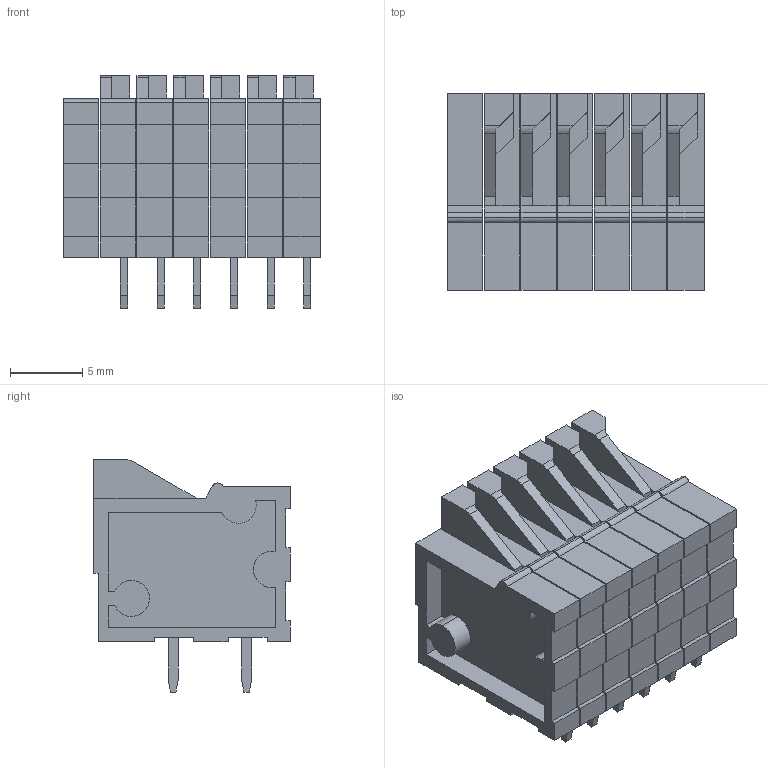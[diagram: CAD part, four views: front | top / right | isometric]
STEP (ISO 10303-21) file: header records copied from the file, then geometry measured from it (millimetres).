
FILE_DESCRIPTION(('TFLEX Exchange Step'),'2;1');
FILE_NAME('DG141R-6-2.54.step', '2021-03-25T09:55:22+04:00',('User'),('Unknown organisation'),'TFLEX Exchange 2019.0','T-FLEX CAD','Unknown authorisation');
FILE_SCHEMA( ('AUTOMOTIVE_DESIGN { 1 0 10303 214 1 1 1 1 }') );
Length unit declared in the file: millimetre
Products named in the file (1): BUFFER:00000095D3A5C3E0 
Bounding box: 17.78 x 13.6 x 16.1 mm (x, y, z)
Volume: 2182.1 mm3; surface area: 3651.5 mm2
Topology: 25 solids, 25 shells, 469 faces, 1203 edges, 794 vertices
Faces by surface type: plane 417, cylinder 34, cone 18
Full cylindrical faces by diameter (mm): 1.5 x3, 1.6 x6
Entity records: 16519 total; most frequent: CARTESIAN_POINT 7462, ORIENTED_EDGE 2406, B_SPLINE_CURVE_WITH_KNOTS 1203, EDGE_CURVE 1203, DIRECTION 940, VERTEX_POINT 794, EDGE_LOOP 479, FACE_BOUND 479
